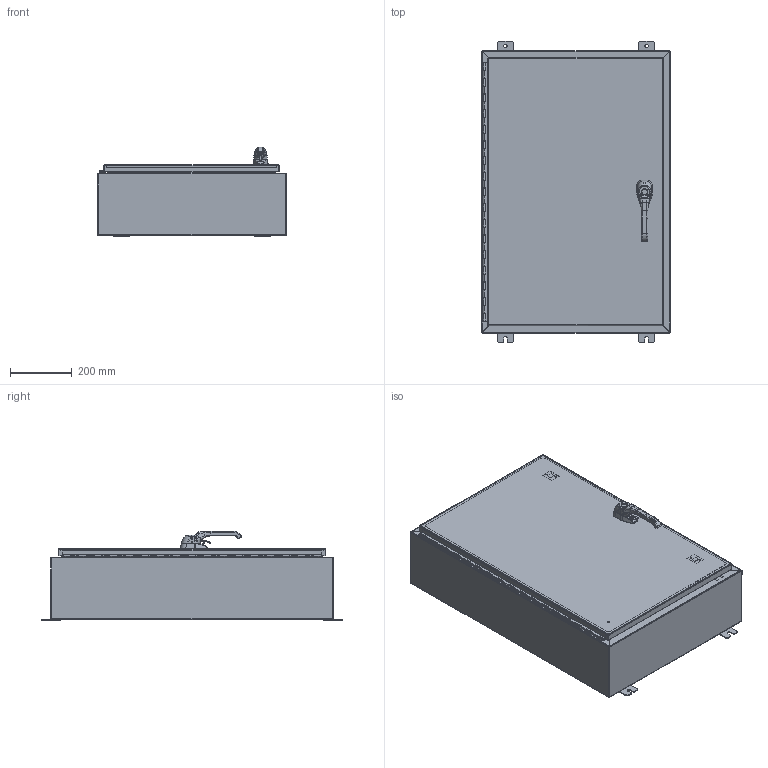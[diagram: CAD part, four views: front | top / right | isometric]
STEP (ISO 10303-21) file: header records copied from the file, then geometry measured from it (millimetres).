
FILE_DESCRIPTION (( 'STEP AP214' ), '1' );
FILE_NAME ('SSN43624083PT.STEP', '2016-02-11T14:57:49', ( '' ), ( '' ), 'SwSTEP 2.0', 'SolidWorks 2014', '' );
FILE_SCHEMA (( 'AUTOMOTIVE_DESIGN' ));
Length unit declared in the file: inch
Products named in the file (45): 7379-M6-8X25_AF0; 38859; 1091-74-01; PLASTIC-ROLLER-CAM_AF1; 328140; 1091-74-03; 1091-903_AF0; 328140T; 1091-73; 1091-903_AF0_2; 328140P; SSN43624083PTBKP; 1091-903_AF0_1; 328140L; 34871; HFW31234; SSN436243PTLID; HFW369101; 38846; SSN43624083PT; HFW31235; 34x22; HFW32451; SS_LARGE_DOOR_ROD_ASSM-37040; SPACER; 3862; 1225-05; 31230; 1000-02; HFW3762; 1000-277-01; 30254; DIN985_M10; 37040; D125B_10_5; HFW31712; 1091-76; 1091-BR11_AF0; 2100-11; SUPPORT-ROLL_AF0 ...
Assembly tree (65 placements, depth 5):
  SSN43624083PT
    34871  x4
    SSN43624083PTBKP
    HFW32451
      1091-73
      1091-B11_ASM
        1091-74-03
        1091-74-01
      1091-75
      DIN3771_16X2_5
      2100-11
      1091-76
      D125B_10_5
      DIN985_M10
      1000-277-01  x2
      1000-02
      1225-05
      SPACER
    HFW31235  x2
    HFW369101  x4
    HFW31234  x2
    SS_LARGE_DOOR_ROD_ASSM-37040
      HFW31712
        1091-903_AF0
          1091-903_AF0_1
          1091-903_AF0_2
        PLASTIC-ROLLER-CAM_AF0_ASM
          PLASTIC-ROLLER-CAM_AF1
          7379-M6-8X25_AF0
          LOCK-NUT_AF0
        SUPPORT-ROLL_AF0
        1091-BR11_AF0
      37040  x2
      30254  x2
      HFW3762  x4
      31230  x2
      3862  x2
    34x22
    38846
    SSN436243PTLID
    328140
      328140L
      328140P
      328140T
    38859  x6
Bounding box: 609.6 x 977.9 x 289.75 mm (x, y, z)
Volume: 4106002 mm3; surface area: 4198324.8 mm2
Topology: 58 solids, 58 shells, 3221 faces, 7997 edges, 4896 vertices
Faces by surface type: cylinder 1344, plane 1088, torus 330, bspline 239, sphere 132, cone 88
Entity records: 118212 total; most frequent: CARTESIAN_POINT 43619, DIRECTION 13380, ORIENTED_EDGE 12788, EDGE_CURVE 6394, AXIS2_PLACEMENT_3D 5182, VERTEX_POINT 3905, VECTOR 3016, LINE 3016
